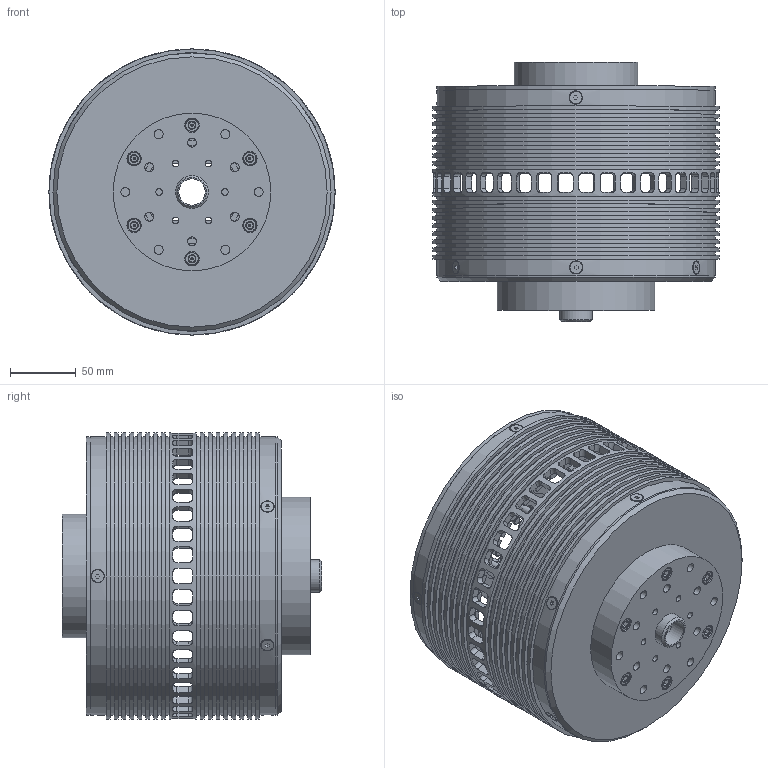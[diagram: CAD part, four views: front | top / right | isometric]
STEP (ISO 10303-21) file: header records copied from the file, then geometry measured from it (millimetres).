
FILE_DESCRIPTION(('FreeCAD Model'),'2;1');
FILE_NAME('HPD50_Export.step','2021-03-03T15:15:16',('Author'),(''), 'Open CASCADE STEP processor 7.3','FreeCAD','Unknown');
FILE_SCHEMA(('AUTOMOTIVE_DESIGN { 1 0 10303 214 1 1 1 1 }'));
Length unit declared in the file: millimetre
Products named in the file (32): HPD3250_3_Rotorscheibevorne_001; HPD3250_3_Rotorscheibehinten_001; HPD50_6_R點kschlu遰ing_002; HPD3250_4_1_Propellerflansch_001; HPD3250_4_2_Befestigungsflansch_02_001; M6x22_001; M6x25_DIN6912_001; O-Ring112x2_001; M3x5_DIN7991_001; M3x5_DIN7991_002; M5x10_DIN7991_001; M5x10_DIN7991_002; M6x25_DIN6912_002; M6x25_DIN6912_003; M6x25_DIN6912_004; M6x25_DIN6912_005; M6x25_DIN6912_006; M5x10_DIN7991_003; M5x10_DIN7991_006; M6x22_002; M6x22_003; M6x22_004; M6x22_005; M6x22_006; M6x22_007; M6x22_008; M5x10_DIN7991_004; M5x10_DIN7991_005; M5x10_DIN7991_007; M5x10_DIN7991_008; M5x10_DIN7991_009; M5x10_DIN7991_010
Bounding box: 217.5 x 197 x 217.5 mm (x, y, z)
Volume: 1206095.4 mm3; surface area: 641166.9 mm2
Topology: 116 solids, 116 shells, 2575 faces, 6337 edges, 4025 vertices
Faces by surface type: plane 1126, cylinder 893, bspline 240, torus 162, cone 139, revolution 15
Full cylindrical faces by diameter (mm): 2.5 x10, 3 x2, 4.2 x10, 5 x30, 5.2 x10, 6 x16, 6.2 x14, 6.8 x12, 10 x24, 11 x6, 20 x1, 25 x1, 36 x1, 65 x1, 69 x1, 71 x1, 79 x2, 85 x3, 94 x1, 95 x1, 112 x1, 116 x1, 120 x1, 193 x1, 194 x1, 200.45 x2, 205.45 x2, 205.5 x1, 211.5 x20, 217.5 x17
Entity records: 240053 total; most frequent: CARTESIAN_POINT 104896, DIRECTION 20440, ORIENTED_EDGE 12554, PCURVE 12554, DEFINITIONAL_REPRESENTATION 12554, LINE 10747, VECTOR 10747, EDGE_CURVE 6277
